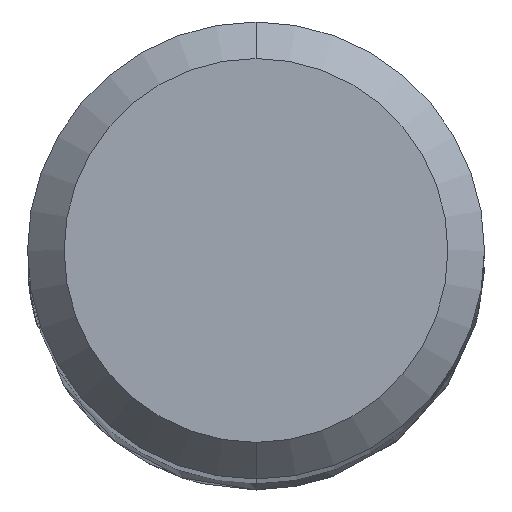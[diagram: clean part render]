
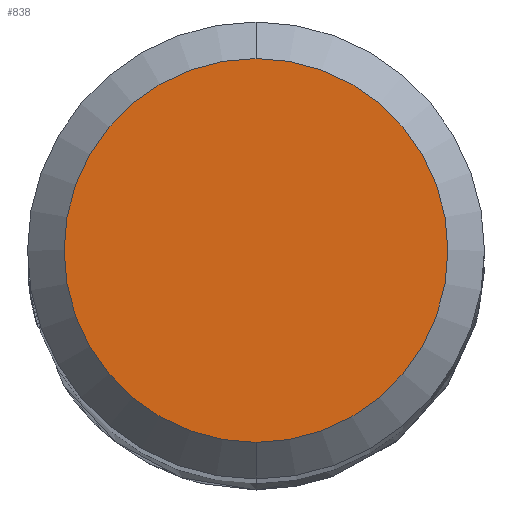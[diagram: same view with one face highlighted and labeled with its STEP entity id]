
A CAD part, top view. The second image highlights one B-rep face of the part: STEP entity #838.
In plain terms, the highlighted planar face has unit normal (0, 0, 1).
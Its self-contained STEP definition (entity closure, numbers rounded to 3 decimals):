
#694=EDGE_CURVE('',#1072,#892,#1437,.T.);
#838=ADVANCED_FACE('',(#1596),#1597,.T.);
#884=EDGE_CURVE('',#892,#1072,#1651,.T.);
#892=VERTEX_POINT('',#1659);
#1072=VERTEX_POINT('',#1859);
#1437=CIRCLE('',#3604,2.1);
#1596=FACE_OUTER_BOUND('',#4973,.T.);
#1597=PLANE('',#4974);
#1651=CIRCLE('',#5115,2.1);
#1659=CARTESIAN_POINT('',(0.0,2.1,0.0));
#1859=CARTESIAN_POINT('',(0.,-2.1,0.0));
#3604=AXIS2_PLACEMENT_3D('',#7628,#7629,#7630);
#4973=EDGE_LOOP('',(#7815,#7816));
#4974=AXIS2_PLACEMENT_3D('',#7817,#7818,#7819);
#5115=AXIS2_PLACEMENT_3D('',#7889,#7890,#7891);
#7628=CARTESIAN_POINT('',(0.0,0.0,0.0));
#7629=DIRECTION('',(0.0,0.0,-1.0));
#7630=DIRECTION('',(0.0,1.0,0.0));
#7815=ORIENTED_EDGE('',*,*,#884,.F.);
#7816=ORIENTED_EDGE('',*,*,#694,.F.);
#7817=CARTESIAN_POINT('',(0.0,1.05,0.0));
#7818=DIRECTION('',(-0.0,0.0,1.0));
#7819=DIRECTION('',(0.0,-1.0,0.0));
#7889=CARTESIAN_POINT('',(0.0,0.0,0.0));
#7890=DIRECTION('',(0.0,0.0,-1.0));
#7891=DIRECTION('',(0.0,1.0,0.0));
